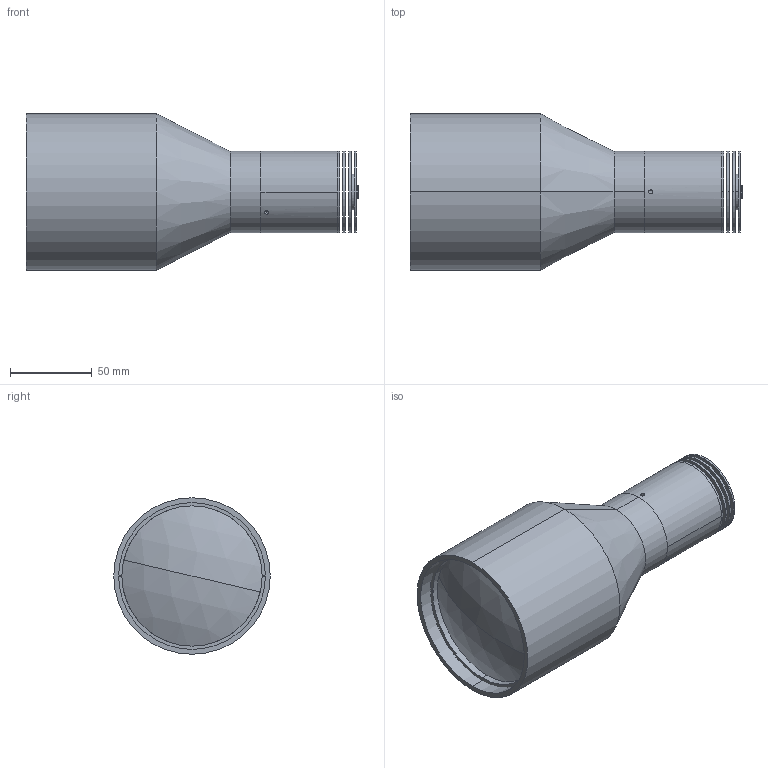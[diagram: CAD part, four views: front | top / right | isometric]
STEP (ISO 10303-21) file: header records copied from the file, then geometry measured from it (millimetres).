
FILE_DESCRIPTION (( 'STEP AP203' ), '1' );
FILE_NAME ('XF-PTI080-(C) V6.STEP', '2022-10-10T07:36:41', ( '' ), ( '' ), 'SwSTEP 2.0', 'SolidWorks 2018', '' );
FILE_SCHEMA (( 'CONFIG_CONTROL_DESIGN' ));
Length unit declared in the file: millimetre
Products named in the file (1): XF-PTI080-(C) V6
Bounding box: 203.61 x 96 x 96 mm (x, y, z)
Surface area: 71559.8 mm2 (no closed solid volume)
Topology: 0 solids, 15 shells, 112 faces, 303 edges, 207 vertices
Faces by surface type: plane 54, cylinder 46, torus 6, cone 4, sphere 2
Entity records: 3824 total; most frequent: CARTESIAN_POINT 851, DIRECTION 659, ORIENTED_EDGE 510, EDGE_CURVE 303, AXIS2_PLACEMENT_3D 255, VERTEX_POINT 207, LINE 149, VECTOR 149
